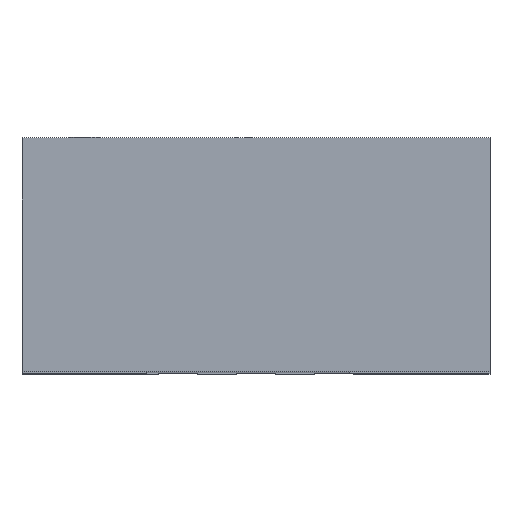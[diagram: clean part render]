
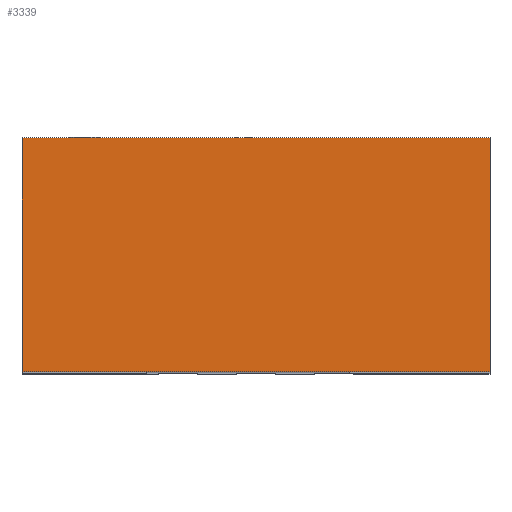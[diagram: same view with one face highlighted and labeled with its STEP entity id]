
A CAD part, top view. The second image highlights one B-rep face of the part: STEP entity #3339.
In plain terms, the highlighted planar face has unit normal (0, 0, 1).
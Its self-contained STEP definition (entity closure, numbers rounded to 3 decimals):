
#228=FACE_OUTER_BOUND('',#411,.T.);
#411=EDGE_LOOP('',(#2908,#2909,#2910,#2911));
#839=LINE('',#5279,#1290);
#850=LINE('',#5293,#1301);
#863=LINE('',#5314,#1314);
#864=LINE('',#5315,#1315);
#1290=VECTOR('',#4335,10.);
#1301=VECTOR('',#4348,10.);
#1314=VECTOR('',#4373,10.);
#1315=VECTOR('',#4374,10.);
#1612=VERTEX_POINT('',#5276);
#1613=VERTEX_POINT('',#5278);
#1614=VERTEX_POINT('',#5290);
#1615=VERTEX_POINT('',#5292);
#2045=EDGE_CURVE('',#1613,#1612,#839,.T.);
#2056=EDGE_CURVE('',#1614,#1615,#850,.T.);
#2069=EDGE_CURVE('',#1614,#1613,#863,.T.);
#2070=EDGE_CURVE('',#1615,#1612,#864,.T.);
#2908=ORIENTED_EDGE('',*,*,#2069,.T.);
#2909=ORIENTED_EDGE('',*,*,#2045,.T.);
#2910=ORIENTED_EDGE('',*,*,#2070,.F.);
#2911=ORIENTED_EDGE('',*,*,#2056,.F.);
#3156=PLANE('',#3553);
#3339=ADVANCED_FACE('',(#228),#3156,.T.);
#3553=AXIS2_PLACEMENT_3D('',#5313,#4371,#4372);
#4335=DIRECTION('',(0.,1.,0.));
#4348=DIRECTION('',(0.,1.,0.));
#4371=DIRECTION('center_axis',(0.,0.,1.));
#4372=DIRECTION('ref_axis',(1.,0.,0.));
#4373=DIRECTION('',(1.,0.,0.));
#4374=DIRECTION('',(1.,0.,0.));
#5276=CARTESIAN_POINT('',(1.5,1.5,2.5));
#5278=CARTESIAN_POINT('',(1.5,0.,2.5));
#5279=CARTESIAN_POINT('',(1.5,0.,2.5));
#5290=CARTESIAN_POINT('',(-1.5,0.,2.5));
#5292=CARTESIAN_POINT('',(-1.5,1.5,2.5));
#5293=CARTESIAN_POINT('',(-1.5,0.,2.5));
#5313=CARTESIAN_POINT('Origin',(-1.5,0.,2.5));
#5314=CARTESIAN_POINT('',(-1.5,0.,2.5));
#5315=CARTESIAN_POINT('',(-1.5,1.5,2.5));
